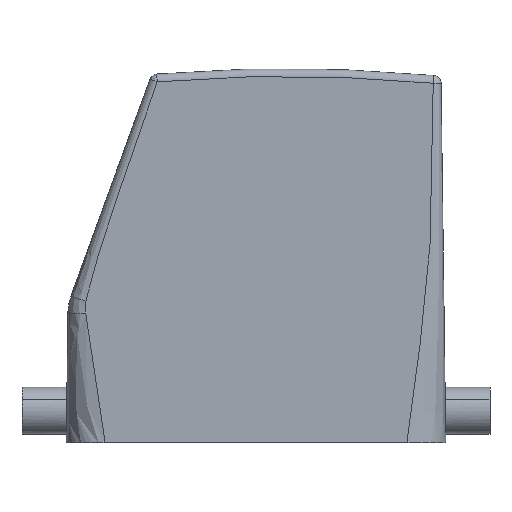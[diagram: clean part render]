
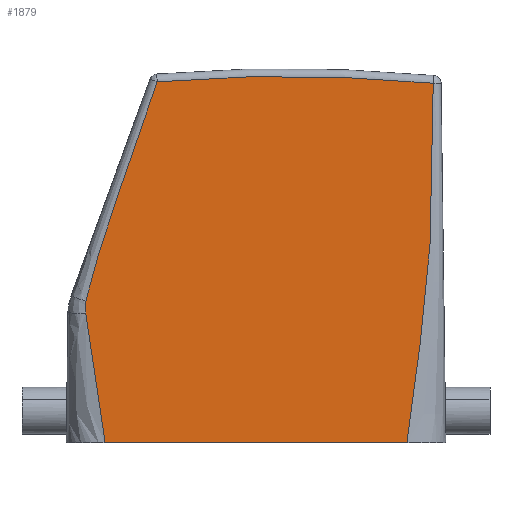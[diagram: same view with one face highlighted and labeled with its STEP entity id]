
A CAD part, left-side view. The second image highlights one B-rep face of the part: STEP entity #1879.
In plain terms, the highlighted planar face has unit normal (-1, 0, 0).
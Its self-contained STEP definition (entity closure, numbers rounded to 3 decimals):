
#1804=AXIS2_PLACEMENT_3D('Plane Axis2P3D',#1801,#1802,#1803) ;
#1868=AXIS2_PLACEMENT_3D('Circle Axis2P3D',#1866,#1867,$) ;
#907=CARTESIAN_POINT('Vertex',(0.,15.987,0.)) ;
#912=CARTESIAN_POINT('Line Origine',(0.,45.001,0.)) ;
#916=CARTESIAN_POINT('Vertex',(0.,74.015,0.)) ;
#1745=CARTESIAN_POINT('Vertex',(0.,10.921,69.176)) ;
#1749=CARTESIAN_POINT('Control Point',(0.,10.921,69.176)) ;
#1750=CARTESIAN_POINT('Control Point',(0.,10.918,66.926)) ;
#1751=CARTESIAN_POINT('Control Point',(0.,10.921,64.676)) ;
#1752=CARTESIAN_POINT('Control Point',(0.,10.932,62.426)) ;
#1753=CARTESIAN_POINT('Control Point',(0.,10.966,57.92)) ;
#1754=CARTESIAN_POINT('Control Point',(0.,11.023,53.413)) ;
#1755=CARTESIAN_POINT('Control Point',(0.,11.059,51.051)) ;
#1756=CARTESIAN_POINT('Control Point',(0.,11.165,45.68)) ;
#1757=CARTESIAN_POINT('Control Point',(0.,11.38,40.312)) ;
#1758=CARTESIAN_POINT('Control Point',(0.,11.561,37.199)) ;
#1759=CARTESIAN_POINT('Control Point',(0.,12.039,30.978)) ;
#1760=CARTESIAN_POINT('Control Point',(0.,12.712,24.767)) ;
#1761=CARTESIAN_POINT('Control Point',(0.,13.09,21.665)) ;
#1762=CARTESIAN_POINT('Control Point',(0.,13.75,16.587)) ;
#1763=CARTESIAN_POINT('Control Point',(0.,14.442,11.512)) ;
#1764=CARTESIAN_POINT('Control Point',(0.,14.713,9.533)) ;
#1765=CARTESIAN_POINT('Control Point',(0.,15.135,6.431)) ;
#1766=CARTESIAN_POINT('Control Point',(0.,15.55,3.327)) ;
#1767=CARTESIAN_POINT('Control Point',(0.,15.697,2.216)) ;
#1768=CARTESIAN_POINT('Control Point',(0.,15.842,1.109)) ;
#1769=CARTESIAN_POINT('Control Point',(0.,15.987,0.)) ;
#1801=CARTESIAN_POINT('Axis2P3D Location',(0.,6.967,-30.8)) ;
#1807=CARTESIAN_POINT('Control Point',(0.,63.985,69.452)) ;
#1808=CARTESIAN_POINT('Control Point',(0.,64.581,67.78)) ;
#1809=CARTESIAN_POINT('Control Point',(0.,65.172,66.114)) ;
#1810=CARTESIAN_POINT('Control Point',(0.,65.755,64.46)) ;
#1811=CARTESIAN_POINT('Control Point',(0.,66.477,62.402)) ;
#1812=CARTESIAN_POINT('Control Point',(0.,67.197,60.334)) ;
#1813=CARTESIAN_POINT('Control Point',(0.,67.388,59.787)) ;
#1814=CARTESIAN_POINT('Control Point',(0.,68.621,56.237)) ;
#1815=CARTESIAN_POINT('Control Point',(0.,69.843,52.685)) ;
#1816=CARTESIAN_POINT('Control Point',(0.,70.924,49.521)) ;
#1817=CARTESIAN_POINT('Control Point',(0.,72.113,46.024)) ;
#1818=CARTESIAN_POINT('Control Point',(0.,73.278,42.519)) ;
#1819=CARTESIAN_POINT('Control Point',(0.,73.367,42.25)) ;
#1820=CARTESIAN_POINT('Control Point',(0.,73.584,41.594)) ;
#1821=CARTESIAN_POINT('Control Point',(0.,73.799,40.942)) ;
#1822=CARTESIAN_POINT('Control Point',(0.,73.903,40.624)) ;
#1823=CARTESIAN_POINT('Control Point',(0.,74.204,39.702)) ;
#1824=CARTESIAN_POINT('Control Point',(0.,74.5,38.779)) ;
#1825=CARTESIAN_POINT('Control Point',(0.,74.693,38.172)) ;
#1826=CARTESIAN_POINT('Control Point',(0.,75.068,36.974)) ;
#1827=CARTESIAN_POINT('Control Point',(0.,75.433,35.774)) ;
#1828=CARTESIAN_POINT('Control Point',(0.,75.609,35.185)) ;
#1829=CARTESIAN_POINT('Control Point',(0.,76.176,33.257)) ;
#1830=CARTESIAN_POINT('Control Point',(0.,76.712,31.321)) ;
#1831=CARTESIAN_POINT('Control Point',(0.,77.069,29.97)) ;
#1832=CARTESIAN_POINT('Control Point',(0.,77.41,28.615)) ;
#1833=CARTESIAN_POINT('Control Point',(0.,77.735,27.257)) ;
#1834=CARTESIAN_POINT('Vertex',(0.,77.735,27.257)) ;
#1836=CARTESIAN_POINT('Vertex',(0.,63.985,69.452)) ;
#1840=CARTESIAN_POINT('Control Point',(0.,77.735,27.257)) ;
#1841=CARTESIAN_POINT('Control Point',(0.,77.822,26.799)) ;
#1842=CARTESIAN_POINT('Control Point',(0.,77.867,26.333)) ;
#1843=CARTESIAN_POINT('Control Point',(0.,77.87,25.865)) ;
#1844=CARTESIAN_POINT('Control Point',(0.,77.828,25.403)) ;
#1845=CARTESIAN_POINT('Control Point',(0.,77.743,24.955)) ;
#1846=CARTESIAN_POINT('Vertex',(0.,77.743,24.955)) ;
#1850=CARTESIAN_POINT('Control Point',(0.,77.743,24.955)) ;
#1851=CARTESIAN_POINT('Control Point',(0.,77.326,21.512)) ;
#1852=CARTESIAN_POINT('Control Point',(0.,76.835,18.072)) ;
#1853=CARTESIAN_POINT('Control Point',(0.,76.298,14.68)) ;
#1854=CARTESIAN_POINT('Control Point',(0.,75.662,10.725)) ;
#1855=CARTESIAN_POINT('Control Point',(0.,75.041,6.763)) ;
#1856=CARTESIAN_POINT('Control Point',(0.,74.975,6.341)) ;
#1857=CARTESIAN_POINT('Control Point',(0.,74.817,5.324)) ;
#1858=CARTESIAN_POINT('Control Point',(0.,74.662,4.312)) ;
#1859=CARTESIAN_POINT('Control Point',(0.,74.586,3.818)) ;
#1860=CARTESIAN_POINT('Control Point',(0.,74.425,2.758)) ;
#1861=CARTESIAN_POINT('Control Point',(0.,74.267,1.7)) ;
#1862=CARTESIAN_POINT('Control Point',(0.,74.182,1.135)) ;
#1863=CARTESIAN_POINT('Control Point',(0.,74.099,0.568)) ;
#1864=CARTESIAN_POINT('Control Point',(0.,74.015,0.)) ;
#1866=CARTESIAN_POINT('Axis2P3D Location',(0.,39.,-228.)) ;
#913=DIRECTION('Vector Direction',(0.,-1.,0.)) ;
#1802=DIRECTION('Axis2P3D Direction',(-1.,0.,0.)) ;
#1803=DIRECTION('Axis2P3D XDirection',(0.,-0.17,0.985)) ;
#1867=DIRECTION('Axis2P3D Direction',(-1.,0.,0.)) ;
#914=VECTOR('Line Direction',#913,1.) ;
#1872=ORIENTED_EDGE('',*,*,#1838,.F.) ;
#1873=ORIENTED_EDGE('',*,*,#1848,.F.) ;
#1874=ORIENTED_EDGE('',*,*,#1865,.F.) ;
#1875=ORIENTED_EDGE('',*,*,#918,.T.) ;
#1876=ORIENTED_EDGE('',*,*,#1770,.T.) ;
#1877=ORIENTED_EDGE('',*,*,#1870,.T.) ;
#1879=ADVANCED_FACE('Housing',(#1878),#1805,.T.) ;
#1748=B_SPLINE_CURVE_WITH_KNOTS('',5,(#1749,#1750,#1751,#1752,#1753,#1754,#1755,#1756,#1757,#1758,#1759,#1760,#1761,#1762,#1763,#1764,#1765,#1766,#1767,#1768,#1769),.UNSPECIFIED.,.F.,.U.,(6,3,3,3,3,3,6),(31.572,42.827,54.115,69.691,85.268,95.221,100.875),.UNSPECIFIED.) ;
#1806=B_SPLINE_CURVE_WITH_KNOTS('',5,(#1807,#1808,#1809,#1810,#1811,#1812,#1813,#1814,#1815,#1816,#1817,#1818,#1819,#1820,#1821,#1822,#1823,#1824,#1825,#1826,#1827,#1828,#1829,#1830,#1831,#1832,#1833),.UNSPECIFIED.,.F.,.U.,(6,3,3,3,3,3,3,3,6),(0.,12.531,15.445,39.025,41.517,43.913,48.45,52.777,62.647),.UNSPECIFIED.) ;
#1839=B_SPLINE_CURVE_WITH_KNOTS('',5,(#1840,#1841,#1842,#1843,#1844,#1845),.UNSPECIFIED.,.F.,.U.,(6,6),(0.,3.276),.UNSPECIFIED.) ;
#1849=B_SPLINE_CURVE_WITH_KNOTS('',5,(#1850,#1851,#1852,#1853,#1854,#1855,#1856,#1857,#1858,#1859,#1860,#1861,#1862,#1863,#1864),.UNSPECIFIED.,.F.,.U.,(6,3,3,3,6),(0.,24.507,28.211,31.774,35.859),.UNSPECIFIED.) ;
#1869=CIRCLE('generated circle',#1868,298.5) ;
#918=EDGE_CURVE('',#917,#908,#915,.T.) ;
#1770=EDGE_CURVE('',#908,#1746,#1748,.F.) ;
#1838=EDGE_CURVE('',#1835,#1837,#1806,.F.) ;
#1848=EDGE_CURVE('',#1847,#1835,#1839,.F.) ;
#1865=EDGE_CURVE('',#917,#1847,#1849,.F.) ;
#1870=EDGE_CURVE('',#1746,#1837,#1869,.T.) ;
#1871=EDGE_LOOP('',(#1872,#1873,#1874,#1875,#1876,#1877)) ;
#1878=FACE_OUTER_BOUND('',#1871,.T.) ;
#915=LINE('Line',#912,#914) ;
#1805=PLANE('',#1804) ;
#908=VERTEX_POINT('',#907) ;
#917=VERTEX_POINT('',#916) ;
#1746=VERTEX_POINT('',#1745) ;
#1835=VERTEX_POINT('',#1834) ;
#1837=VERTEX_POINT('',#1836) ;
#1847=VERTEX_POINT('',#1846) ;
